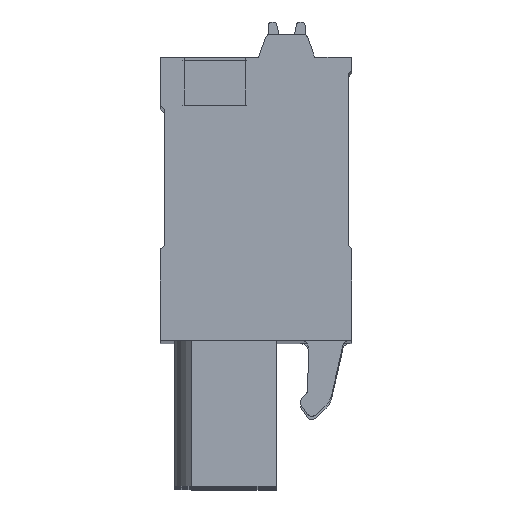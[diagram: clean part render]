
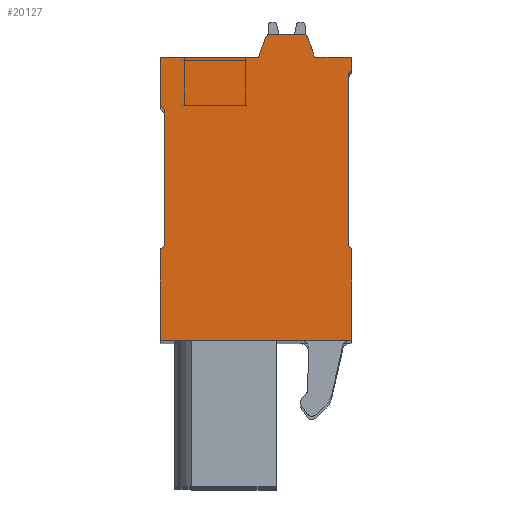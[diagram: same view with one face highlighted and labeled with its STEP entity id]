
A CAD part, top view. The second image highlights one B-rep face of the part: STEP entity #20127.
In plain terms, the highlighted planar face has unit normal (0, 0, 1).
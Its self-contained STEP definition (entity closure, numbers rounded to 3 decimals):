
#79=DIRECTION('',(1.,0.,0.));
#80=VECTOR('',#79,10.9);
#81=CARTESIAN_POINT('',(2.897,12.335,2.54));
#82=LINE('',#81,#80);
#2608=DIRECTION('',(0.,-1.,0.));
#2609=VECTOR('',#2608,5.2);
#2610=CARTESIAN_POINT('',(2.897,17.535,2.54));
#2611=LINE('',#2610,#2609);
#2612=DIRECTION('',(-0.781,-0.625,0.));
#2613=VECTOR('',#2612,0.32);
#2614=CARTESIAN_POINT('',(3.147,17.735,2.54));
#2615=LINE('',#2614,#2613);
#2616=DIRECTION('',(0.,-1.,0.));
#2617=VECTOR('',#2616,7.75);
#2618=CARTESIAN_POINT('',(3.147,25.485,2.54));
#2619=LINE('',#2618,#2617);
#2620=DIRECTION('',(0.781,-0.625,0.));
#2621=VECTOR('',#2620,0.32);
#2622=CARTESIAN_POINT('',(2.897,25.685,2.54));
#2623=LINE('',#2622,#2621);
#2624=DIRECTION('',(0.,-1.,0.));
#2625=VECTOR('',#2624,2.8);
#2626=CARTESIAN_POINT('',(2.897,28.485,2.54));
#2627=LINE('',#2626,#2625);
#2628=DIRECTION('',(-1.,0.,0.));
#2629=VECTOR('',#2628,5.6);
#2630=CARTESIAN_POINT('',(8.497,28.485,2.54));
#2631=LINE('',#2630,#2629);
#2632=DIRECTION('',(-0.342,-0.94,0.));
#2633=VECTOR('',#2632,1.173);
#2634=CARTESIAN_POINT('',(8.899,29.588,2.54));
#2635=LINE('',#2634,#2633);
#2636=CARTESIAN_POINT('',(9.181,29.485,2.54));
#2637=DIRECTION('',(0.,0.,1.));
#2638=DIRECTION('',(0.,1.,0.));
#2639=AXIS2_PLACEMENT_3D('',#2636,#2637,#2638);
#2641=DIRECTION('',(-1.,0.,0.));
#2642=VECTOR('',#2641,1.834);
#2643=CARTESIAN_POINT('',(11.014,29.785,2.54));
#2644=LINE('',#2643,#2642);
#2645=CARTESIAN_POINT('',(11.014,29.485,2.54));
#2646=DIRECTION('',(0.,0.,1.));
#2647=DIRECTION('',(0.94,0.342,0.));
#2648=AXIS2_PLACEMENT_3D('',#2645,#2646,#2647);
#2650=DIRECTION('',(-0.342,0.94,0.));
#2651=VECTOR('',#2650,1.173);
#2652=CARTESIAN_POINT('',(11.697,28.485,2.54));
#2653=LINE('',#2652,#2651);
#2654=DIRECTION('',(-1.,0.,0.));
#2655=VECTOR('',#2654,2.1);
#2656=CARTESIAN_POINT('',(13.797,28.485,2.54));
#2657=LINE('',#2656,#2655);
#2658=DIRECTION('',(0.,1.,0.));
#2659=VECTOR('',#2658,0.75);
#2660=CARTESIAN_POINT('',(13.797,27.735,2.54));
#2661=LINE('',#2660,#2659);
#2662=DIRECTION('',(0.707,0.707,0.));
#2663=VECTOR('',#2662,0.283);
#2664=CARTESIAN_POINT('',(13.597,27.535,2.54));
#2665=LINE('',#2664,#2663);
#2666=DIRECTION('',(0.,1.,0.));
#2667=VECTOR('',#2666,9.8);
#2668=CARTESIAN_POINT('',(13.597,17.735,2.54));
#2669=LINE('',#2668,#2667);
#2670=DIRECTION('',(-0.707,0.707,0.));
#2671=VECTOR('',#2670,0.283);
#2672=CARTESIAN_POINT('',(13.797,17.535,2.54));
#2673=LINE('',#2672,#2671);
#2674=DIRECTION('',(0.,1.,0.));
#2675=VECTOR('',#2674,5.2);
#2676=CARTESIAN_POINT('',(13.797,12.335,2.54));
#2677=LINE('',#2676,#2675);
#13975=CARTESIAN_POINT('',(2.897,28.485,2.54));
#13976=CARTESIAN_POINT('',(2.897,25.685,2.54));
#13977=VERTEX_POINT('',#13975);
#13978=VERTEX_POINT('',#13976);
#13979=CARTESIAN_POINT('',(3.147,25.485,2.54));
#13980=VERTEX_POINT('',#13979);
#13981=CARTESIAN_POINT('',(3.147,17.735,2.54));
#13982=VERTEX_POINT('',#13981);
#13983=CARTESIAN_POINT('',(2.897,17.535,2.54));
#13984=VERTEX_POINT('',#13983);
#13985=CARTESIAN_POINT('',(2.897,12.335,2.54));
#13986=VERTEX_POINT('',#13985);
#13987=CARTESIAN_POINT('',(13.797,12.335,2.54));
#13988=CARTESIAN_POINT('',(13.797,17.535,2.54));
#13989=VERTEX_POINT('',#13987);
#13990=VERTEX_POINT('',#13988);
#13991=CARTESIAN_POINT('',(13.597,17.735,2.54));
#13992=VERTEX_POINT('',#13991);
#13993=CARTESIAN_POINT('',(13.597,27.535,2.54));
#13994=VERTEX_POINT('',#13993);
#13995=CARTESIAN_POINT('',(13.797,27.735,2.54));
#13996=VERTEX_POINT('',#13995);
#13997=CARTESIAN_POINT('',(13.797,28.485,2.54));
#13998=VERTEX_POINT('',#13997);
#13999=CARTESIAN_POINT('',(11.697,28.485,2.54));
#14000=VERTEX_POINT('',#13999);
#14001=CARTESIAN_POINT('',(11.296,29.588,2.54));
#14002=VERTEX_POINT('',#14001);
#14003=CARTESIAN_POINT('',(11.014,29.785,2.54));
#14004=VERTEX_POINT('',#14003);
#14005=CARTESIAN_POINT('',(9.181,29.785,2.54));
#14006=VERTEX_POINT('',#14005);
#14007=CARTESIAN_POINT('',(8.899,29.588,2.54));
#14008=VERTEX_POINT('',#14007);
#14009=CARTESIAN_POINT('',(8.497,28.485,2.54));
#14010=VERTEX_POINT('',#14009);
#20094=CARTESIAN_POINT('',(0.,0.,2.54));
#20095=DIRECTION('',(0.,0.,1.));
#20096=DIRECTION('',(1.,0.,0.));
#20097=AXIS2_PLACEMENT_3D('',#20094,#20095,#20096);
#20098=PLANE('',#20097);
#20099=ORIENTED_EDGE('',*,*,#18183,.F.);
#20100=ORIENTED_EDGE('',*,*,#18404,.F.);
#20101=ORIENTED_EDGE('',*,*,#18418,.F.);
#20102=ORIENTED_EDGE('',*,*,#18432,.F.);
#20103=ORIENTED_EDGE('',*,*,#18446,.F.);
#20104=ORIENTED_EDGE('',*,*,#18460,.F.);
#20105=ORIENTED_EDGE('',*,*,#18488,.F.);
#20107=ORIENTED_EDGE('',*,*,#20106,.F.);
#20109=ORIENTED_EDGE('',*,*,#20108,.F.);
#20111=ORIENTED_EDGE('',*,*,#20110,.F.);
#20112=ORIENTED_EDGE('',*,*,#19743,.F.);
#20113=ORIENTED_EDGE('',*,*,#19367,.F.);
#20114=ORIENTED_EDGE('',*,*,#18480,.F.);
#20116=ORIENTED_EDGE('',*,*,#20115,.F.);
#20118=ORIENTED_EDGE('',*,*,#20117,.F.);
#20120=ORIENTED_EDGE('',*,*,#20119,.F.);
#20122=ORIENTED_EDGE('',*,*,#20121,.F.);
#20124=ORIENTED_EDGE('',*,*,#20123,.F.);
#20125=EDGE_LOOP('',(#20099,#20100,#20101,#20102,#20103,#20104,#20105,#20107,
#20109,#20111,#20112,#20113,#20114,#20116,#20118,#20120,#20122,#20124));
#20126=FACE_OUTER_BOUND('',#20125,.F.);
#20127=ADVANCED_FACE('',(#20126),#20098,.T.);
#2640=CIRCLE('',#2639,0.3);
#2649=CIRCLE('',#2648,0.3);
#18183=EDGE_CURVE('',#13986,#13989,#82,.T.);
#18404=EDGE_CURVE('',#13984,#13986,#2611,.T.);
#18418=EDGE_CURVE('',#13982,#13984,#2615,.T.);
#18432=EDGE_CURVE('',#13980,#13982,#2619,.T.);
#18446=EDGE_CURVE('',#13978,#13980,#2623,.T.);
#18460=EDGE_CURVE('',#13977,#13978,#2627,.T.);
#18480=EDGE_CURVE('',#13998,#14000,#2657,.T.);
#18488=EDGE_CURVE('',#14010,#13977,#2631,.T.);
#19367=EDGE_CURVE('',#14000,#14002,#2653,.T.);
#19743=EDGE_CURVE('',#14002,#14004,#2649,.T.);
#20106=EDGE_CURVE('',#14008,#14010,#2635,.T.);
#20108=EDGE_CURVE('',#14006,#14008,#2640,.T.);
#20110=EDGE_CURVE('',#14004,#14006,#2644,.T.);
#20115=EDGE_CURVE('',#13996,#13998,#2661,.T.);
#20117=EDGE_CURVE('',#13994,#13996,#2665,.T.);
#20119=EDGE_CURVE('',#13992,#13994,#2669,.T.);
#20121=EDGE_CURVE('',#13990,#13992,#2673,.T.);
#20123=EDGE_CURVE('',#13989,#13990,#2677,.T.);
